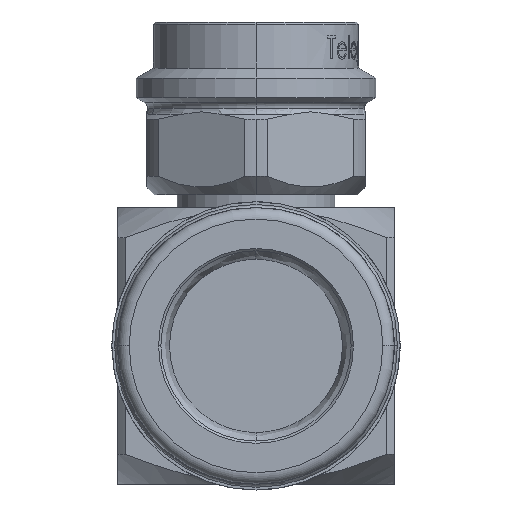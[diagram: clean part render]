
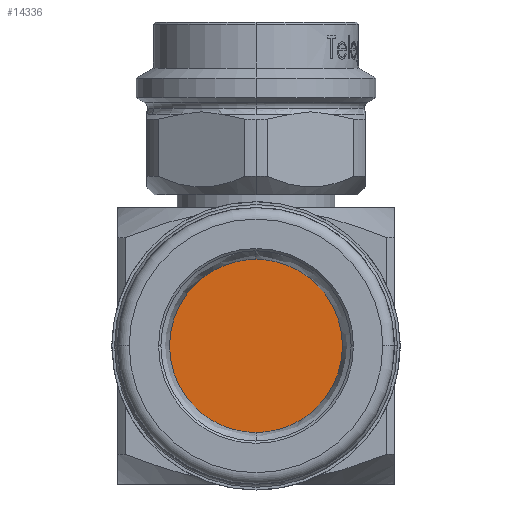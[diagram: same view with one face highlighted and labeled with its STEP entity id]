
A CAD part, front view. The second image highlights one B-rep face of the part: STEP entity #14336.
In plain terms, the highlighted planar face has unit normal (0, -1, 0).
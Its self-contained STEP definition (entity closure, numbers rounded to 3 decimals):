
#615 = ORIENTED_EDGE ( 'NONE', *, *, #14675, .F. ) ;
#725 = EDGE_CURVE ( 'NONE', #18859, #17018, #12478, .T. ) ;
#1288 = DIRECTION ( 'NONE',  ( 0., 1., 0. ) ) ;
#1627 = DIRECTION ( 'NONE',  ( 0., 0., 1. ) ) ;
#3111 = PLANE ( 'NONE',  #15299 ) ;
#4727 = CARTESIAN_POINT ( 'NONE',  ( -8.25, -46.547, -27.1 ) ) ;
#4885 = DIRECTION ( 'NONE',  ( 0., 1., 0. ) ) ;
#7006 = CARTESIAN_POINT ( 'NONE',  ( 0., -46.547, -27.1 ) ) ;
#8787 = DIRECTION ( 'NONE',  ( 0., 0., 1. ) ) ;
#11160 = CARTESIAN_POINT ( 'NONE',  ( 8.25, -46.547, -27.1 ) ) ;
#12478 = CIRCLE ( 'NONE', #16565, 8.25 ) ;
#14336 = ADVANCED_FACE ( 'NONE', ( #21370 ), #3111, .F. ) ;
#14675 = EDGE_CURVE ( 'NONE', #17018, #18859, #21623, .T. ) ;
#15299 = AXIS2_PLACEMENT_3D ( 'NONE', #22012, #4885, #17340 ) ;
#16565 = AXIS2_PLACEMENT_3D ( 'NONE', #18776, #1288, #1627 ) ;
#16801 = AXIS2_PLACEMENT_3D ( 'NONE', #7006, #19487, #8787 ) ;
#17018 = VERTEX_POINT ( 'NONE', #11160 ) ;
#17340 = DIRECTION ( 'NONE',  ( 0., 0., 1. ) ) ;
#18776 = CARTESIAN_POINT ( 'NONE',  ( 0., -46.547, -27.1 ) ) ;
#18859 = VERTEX_POINT ( 'NONE', #4727 ) ;
#19487 = DIRECTION ( 'NONE',  ( 0., 1., 0. ) ) ;
#21111 = EDGE_LOOP ( 'NONE', ( #615, #22918 ) ) ;
#21370 = FACE_OUTER_BOUND ( 'NONE', #21111, .T. ) ;
#21623 = CIRCLE ( 'NONE', #16801, 8.25 ) ;
#22012 = CARTESIAN_POINT ( 'NONE',  ( 0., -46.547, -37.427 ) ) ;
#22918 = ORIENTED_EDGE ( 'NONE', *, *, #725, .F. ) ;
